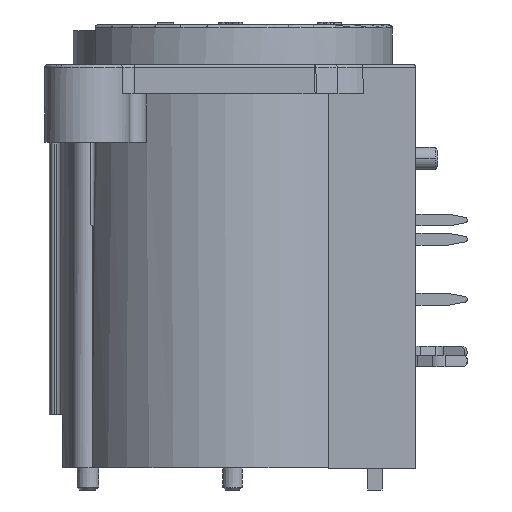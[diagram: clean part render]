
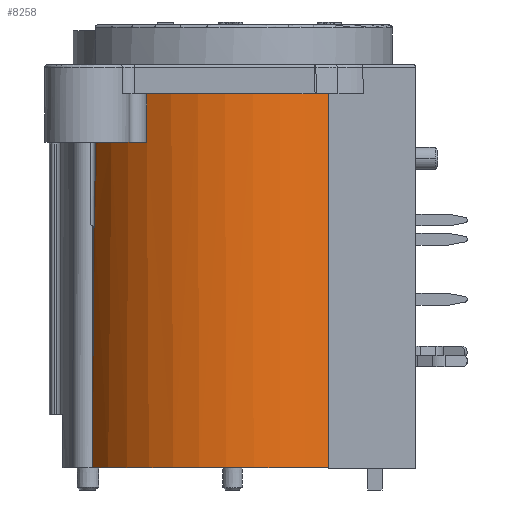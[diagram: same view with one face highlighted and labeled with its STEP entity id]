
A CAD part, left-side view. The second image highlights one B-rep face of the part: STEP entity #8258.
In plain terms, the highlighted cylindrical face has radius 10.9 mm (diameter 21.8 mm), a partial arc.
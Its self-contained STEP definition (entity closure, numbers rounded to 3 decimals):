
#317=CARTESIAN_POINT('',(12.8,14.,-8.2));
#318=DIRECTION('',(0.,0.,-1.));
#319=DIRECTION('',(-0.844,0.537,0.));
#320=AXIS2_PLACEMENT_3D('',#317,#318,#319);
#385=DIRECTION('',(0.,0.,-1.));
#386=VECTOR('',#385,25.493);
#387=CARTESIAN_POINT('',(4.085,7.454,-4.9));
#388=LINE('',#387,#386);
#389=CARTESIAN_POINT('',(12.8,14.,-30.393));
#390=DIRECTION('',(0.,0.,-1.));
#391=DIRECTION('',(-0.8,-0.601,0.));
#392=AXIS2_PLACEMENT_3D('',#389,#390,#391);
#394=CARTESIAN_POINT('',(7.249,23.381,-14.));
#395=CARTESIAN_POINT('',(7.244,23.378,-12.989));
#396=CARTESIAN_POINT('',(7.235,23.372,-10.967));
#397=CARTESIAN_POINT('',(7.221,23.364,-7.933));
#398=CARTESIAN_POINT('',(7.211,23.358,-5.911));
#399=CARTESIAN_POINT('',(7.206,23.355,-4.9));
#401=DIRECTION('',(0.,0.,-1.));
#402=VECTOR('',#401,3.3);
#403=CARTESIAN_POINT('',(6.952,23.198,-4.9));
#404=LINE('',#403,#402);
#405=CARTESIAN_POINT('',(12.8,14.,-4.9));
#406=DIRECTION('',(0.,0.,1.));
#407=DIRECTION('',(-0.844,0.537,0.));
#408=AXIS2_PLACEMENT_3D('',#405,#406,#407);
#2053=CARTESIAN_POINT('',(12.8,14.,-4.9));
#2054=DIRECTION('',(0.,0.,-1.));
#2055=DIRECTION('',(-0.537,0.844,0.));
#2056=AXIS2_PLACEMENT_3D('',#2053,#2054,#2055);
#2113=CARTESIAN_POINT('',(7.257,23.385,-14.));
#2114=CARTESIAN_POINT('',(7.256,23.385,-14.));
#2115=CARTESIAN_POINT('',(7.254,23.383,-14.));
#2116=CARTESIAN_POINT('',(7.251,23.382,-14.));
#2117=CARTESIAN_POINT('',(7.249,23.381,-14.));
#2143=CARTESIAN_POINT('',(12.8,14.,-14.));
#2144=DIRECTION('',(0.,0.,1.));
#2145=DIRECTION('',(-0.493,0.87,0.));
#2146=AXIS2_PLACEMENT_3D('',#2143,#2144,#2145);
#2154=CARTESIAN_POINT('',(7.505,23.527,-30.393));
#2155=CARTESIAN_POINT('',(7.48,23.514,-24.929));
#2156=CARTESIAN_POINT('',(7.455,23.499,-19.464));
#2157=CARTESIAN_POINT('',(7.43,23.485,-14.));
#2163=CARTESIAN_POINT('',(12.8,14.,-30.393));
#2164=DIRECTION('',(0.,0.,1.));
#2165=DIRECTION('',(-0.486,0.874,0.));
#2166=AXIS2_PLACEMENT_3D('',#2163,#2164,#2165);
#6175=DIRECTION('',(0.,0.,-1.));
#6176=VECTOR('',#6175,3.3);
#6177=CARTESIAN_POINT('',(3.602,19.848,-4.9));
#6178=LINE('',#6177,#6176);
#6798=CARTESIAN_POINT('',(6.952,23.198,-4.9));
#6799=CARTESIAN_POINT('',(7.205,23.355,-4.9));
#6800=VERTEX_POINT('',#6798);
#6801=VERTEX_POINT('',#6799);
#6820=CARTESIAN_POINT('',(6.952,23.198,-8.2));
#6821=VERTEX_POINT('',#6820);
#6822=CARTESIAN_POINT('',(3.602,19.848,-8.2));
#6823=VERTEX_POINT('',#6822);
#6824=CARTESIAN_POINT('',(3.602,19.848,-4.9));
#6825=VERTEX_POINT('',#6824);
#7719=CARTESIAN_POINT('',(7.43,23.485,-14.));
#7720=CARTESIAN_POINT('',(7.257,23.385,-14.));
#7721=VERTEX_POINT('',#7719);
#7722=VERTEX_POINT('',#7720);
#7723=VERTEX_POINT('',#2117);
#7724=VERTEX_POINT('',#2154);
#7769=CARTESIAN_POINT('',(7.486,23.517,-30.393));
#7770=VERTEX_POINT('',#7769);
#7791=CARTESIAN_POINT('',(4.085,7.454,-4.9));
#7792=VERTEX_POINT('',#7791);
#7814=CARTESIAN_POINT('',(4.085,7.454,-30.393));
#7815=VERTEX_POINT('',#7814);
#8229=CARTESIAN_POINT('',(12.8,14.,-0.065));
#8230=DIRECTION('',(0.,0.,-1.));
#8231=DIRECTION('',(0.,-1.,0.));
#8232=AXIS2_PLACEMENT_3D('',#8229,#8230,#8231);
#8233=CYLINDRICAL_SURFACE('',#8232,10.9);
#8235=ORIENTED_EDGE('',*,*,#8234,.T.);
#8237=ORIENTED_EDGE('',*,*,#8236,.T.);
#8239=ORIENTED_EDGE('',*,*,#8238,.F.);
#8241=ORIENTED_EDGE('',*,*,#8240,.T.);
#8243=ORIENTED_EDGE('',*,*,#8242,.T.);
#8245=ORIENTED_EDGE('',*,*,#8244,.T.);
#8247=ORIENTED_EDGE('',*,*,#8246,.T.);
#8249=ORIENTED_EDGE('',*,*,#8248,.F.);
#8250=ORIENTED_EDGE('',*,*,#8173,.T.);
#8251=ORIENTED_EDGE('',*,*,#8148,.F.);
#8253=ORIENTED_EDGE('',*,*,#8252,.F.);
#8255=ORIENTED_EDGE('',*,*,#8254,.T.);
#8256=EDGE_LOOP('',(#8235,#8237,#8239,#8241,#8243,#8245,#8247,#8249,#8250,#8251,
#8253,#8255));
#8257=FACE_OUTER_BOUND('',#8256,.F.);
#321=CIRCLE('',#320,10.9);
#393=CIRCLE('',#392,10.9);
#400=B_SPLINE_CURVE_WITH_KNOTS('',3,(#394,#395,#396,#397,#398,#399),
.UNSPECIFIED.,.F.,.F.,(4,1,1,4),(0.,0.333,0.667,1.),
.UNSPECIFIED.);
#409=CIRCLE('',#408,10.9);
#2057=CIRCLE('',#2056,10.9);
#2118=B_SPLINE_CURVE_WITH_KNOTS('',3,(#2113,#2114,#2115,#2116,#2117),
.UNSPECIFIED.,.F.,.F.,(4,1,4),(0.,0.5,1.),.UNSPECIFIED.);
#2147=CIRCLE('',#2146,10.9);
#2158=B_SPLINE_CURVE_WITH_KNOTS('',3,(#2154,#2155,#2156,#2157),.UNSPECIFIED.,
.F.,.F.,(4,4),(0.,1.),.UNSPECIFIED.);
#2167=CIRCLE('',#2166,10.9);
#8148=EDGE_CURVE('',#6823,#6821,#321,.T.);
#8173=EDGE_CURVE('',#6800,#6821,#404,.T.);
#8234=EDGE_CURVE('',#7792,#7815,#388,.T.);
#8236=EDGE_CURVE('',#7815,#7770,#393,.T.);
#8238=EDGE_CURVE('',#7724,#7770,#2167,.T.);
#8240=EDGE_CURVE('',#7724,#7721,#2158,.T.);
#8242=EDGE_CURVE('',#7721,#7722,#2147,.T.);
#8244=EDGE_CURVE('',#7722,#7723,#2118,.T.);
#8246=EDGE_CURVE('',#7723,#6801,#400,.T.);
#8248=EDGE_CURVE('',#6800,#6801,#2057,.T.);
#8252=EDGE_CURVE('',#6825,#6823,#6178,.T.);
#8254=EDGE_CURVE('',#6825,#7792,#409,.T.);
#8258=ADVANCED_FACE('',(#8257),#8233,.T.);
